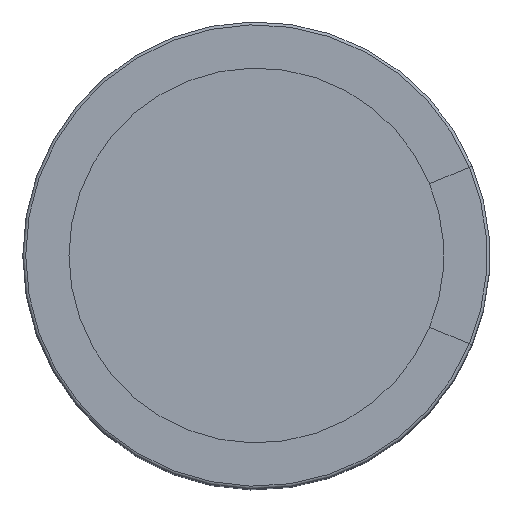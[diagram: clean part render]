
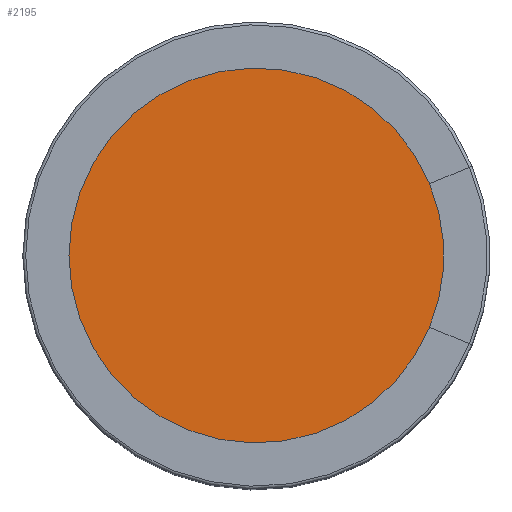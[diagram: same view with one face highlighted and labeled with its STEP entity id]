
A CAD part, top view. The second image highlights one B-rep face of the part: STEP entity #2195.
In plain terms, the highlighted planar face has unit normal (0, 0, 1).
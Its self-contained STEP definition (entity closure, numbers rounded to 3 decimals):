
#2004 = TOROIDAL_SURFACE('',#2005,7.9,0.1);
#2005 = AXIS2_PLACEMENT_3D('',#2006,#2007,#2008);
#2006 = CARTESIAN_POINT('',(0.,0.,21.201)
  );
#2007 = DIRECTION('',(0.,0.,-1.));
#2008 = DIRECTION('',(1.,0.,0.));
#2073 = VERTEX_POINT('',#2074);
#2074 = CARTESIAN_POINT('',(7.9,0.,21.301));
#2142 = EDGE_CURVE('',#2073,#2073,#2143,.T.);
#2143 = SURFACE_CURVE('',#2144,(#2149,#2178),.PCURVE_S1.);
#2144 = CIRCLE('',#2145,7.9);
#2145 = AXIS2_PLACEMENT_3D('',#2146,#2147,#2148);
#2146 = CARTESIAN_POINT('',(0.,0.,21.301)
  );
#2147 = DIRECTION('',(0.,0.,-1.));
#2148 = DIRECTION('',(-1.,0.,0.));
#2149 = PCURVE('',#2004,#2150);
#2150 = DEFINITIONAL_REPRESENTATION('',(#2151),#2177);
#2151 = B_SPLINE_CURVE_WITH_KNOTS('',3,(#2152,#2153,#2154,#2155,#2156,
    #2157,#2158,#2159,#2160,#2161,#2162,#2163,#2164,#2165,#2166,#2167,
    #2168,#2169,#2170,#2171,#2172,#2173,#2174,#2175,#2176),
  .UNSPECIFIED.,.F.,.F.,(4,1,1,1,1,1,1,1,1,1,1,1,1,1,1,1,1,1,1,1,1,1,4),
  (3.142,3.427,3.713,3.998,
    4.284,4.57,4.855,5.141,
    5.426,5.712,5.998,6.283,
    6.569,6.854,7.14,7.426,
    7.711,7.997,8.282,8.568,
    8.854,9.139,9.425),.UNSPECIFIED.);
#2152 = CARTESIAN_POINT('',(0.,4.712));
#2153 = CARTESIAN_POINT('',(0.095,4.712));
#2154 = CARTESIAN_POINT('',(0.286,4.712));
#2155 = CARTESIAN_POINT('',(0.571,4.712));
#2156 = CARTESIAN_POINT('',(0.857,4.712));
#2157 = CARTESIAN_POINT('',(1.142,4.712));
#2158 = CARTESIAN_POINT('',(1.428,4.712));
#2159 = CARTESIAN_POINT('',(1.714,4.712));
#2160 = CARTESIAN_POINT('',(1.999,4.712));
#2161 = CARTESIAN_POINT('',(2.285,4.712));
#2162 = CARTESIAN_POINT('',(2.57,4.712));
#2163 = CARTESIAN_POINT('',(2.856,4.712));
#2164 = CARTESIAN_POINT('',(3.142,4.712));
#2165 = CARTESIAN_POINT('',(3.427,4.712));
#2166 = CARTESIAN_POINT('',(3.713,4.712));
#2167 = CARTESIAN_POINT('',(3.998,4.712));
#2168 = CARTESIAN_POINT('',(4.284,4.712));
#2169 = CARTESIAN_POINT('',(4.57,4.712));
#2170 = CARTESIAN_POINT('',(4.855,4.712));
#2171 = CARTESIAN_POINT('',(5.141,4.712));
#2172 = CARTESIAN_POINT('',(5.426,4.712));
#2173 = CARTESIAN_POINT('',(5.712,4.712));
#2174 = CARTESIAN_POINT('',(5.998,4.712));
#2175 = CARTESIAN_POINT('',(6.188,4.712));
#2176 = CARTESIAN_POINT('',(6.283,4.712));
#2177 = ( GEOMETRIC_REPRESENTATION_CONTEXT(2) 
PARAMETRIC_REPRESENTATION_CONTEXT() REPRESENTATION_CONTEXT('2D SPACE',''
  ) );
#2178 = PCURVE('',#2179,#2184);
#2179 = PLANE('',#2180);
#2180 = AXIS2_PLACEMENT_3D('',#2181,#2182,#2183);
#2181 = CARTESIAN_POINT('',(8.69,8.69,21.301));
#2182 = DIRECTION('',(0.,0.,1.));
#2183 = DIRECTION('',(-1.,0.,0.));
#2184 = DEFINITIONAL_REPRESENTATION('',(#2185),#2193);
#2185 = ( BOUNDED_CURVE() B_SPLINE_CURVE(2,(#2186,#2187,#2188,#2189,
#2190,#2191,#2192),.UNSPECIFIED.,.T.,.F.) B_SPLINE_CURVE_WITH_KNOTS((1,2
    ,2,2,2,1),(-2.094,0.,2.094,4.189,
6.283,8.378),.UNSPECIFIED.) CURVE() 
GEOMETRIC_REPRESENTATION_ITEM() RATIONAL_B_SPLINE_CURVE((1.,0.5,1.,0.5,
1.,0.5,1.)) REPRESENTATION_ITEM('') );
#2186 = CARTESIAN_POINT('',(16.59,8.69));
#2187 = CARTESIAN_POINT('',(16.59,-4.993));
#2188 = CARTESIAN_POINT('',(4.74,1.848));
#2189 = CARTESIAN_POINT('',(-7.11,8.69));
#2190 = CARTESIAN_POINT('',(4.74,15.532));
#2191 = CARTESIAN_POINT('',(16.59,22.373));
#2192 = CARTESIAN_POINT('',(16.59,8.69));
#2193 = ( GEOMETRIC_REPRESENTATION_CONTEXT(2) 
PARAMETRIC_REPRESENTATION_CONTEXT() REPRESENTATION_CONTEXT('2D SPACE',''
  ) );
#2195 = ADVANCED_FACE('',(#2196),#2179,.T.);
#2196 = FACE_BOUND('',#2197,.T.);
#2197 = EDGE_LOOP('',(#2198));
#2198 = ORIENTED_EDGE('',*,*,#2142,.F.);
